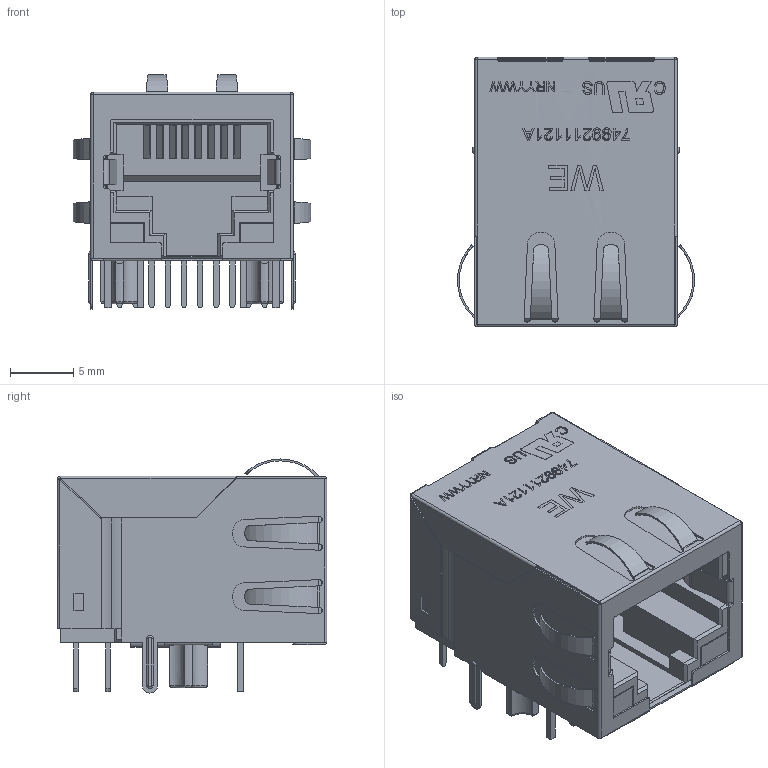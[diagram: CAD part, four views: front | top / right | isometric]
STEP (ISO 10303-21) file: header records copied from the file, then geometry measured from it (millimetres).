
FILE_DESCRIPTION(/* description */ ('Unknown'),/* implementation_level */ '2;1');
FILE_NAME(/* name */ 'T_Wurth_WE-RJ45LAN_7499211121A',/* time_stamp */ '2025-08-21T15:48:14+08:00',/* author */ ('Unknown'),/* organization */ ('Unknown'),/* preprocessor_version */ 'ST-DEVELOPER v19.4',/* originating_system */ 'Solid Edge',/* authorisation */ 'Unknown');
FILE_SCHEMA (('AUTOMOTIVE_DESIGN {1 0 10303 214 3 1 1}'));
Products named in the file (2): T_Wurth_WE-RJ45LAN_7499211121A
Assembly tree (1 placements, depth 2):
  T_Wurth_WE-RJ45LAN_7499211121A
    T_Wurth_WE-RJ45LAN_7499211121A
Bounding box: 18.7 x 21.25 x 18.45 mm (x, y, z)
Volume: 1824.9 mm3; surface area: 6992.5 mm2
Topology: 2 solids, 2 shells, 1811 faces, 5203 edges, 3368 vertices
Faces by surface type: plane 1390, cylinder 342, bspline 55, torus 24
Entity records: 72434 total; most frequent: CARTESIAN_POINT 12801, ORIENTED_EDGE 10402, DIRECTION 8881, EDGE_CURVE 5201, LINE 4057, VECTOR 4057, VERTEX_POINT 3368, AXIS2_PLACEMENT_3D 2412
